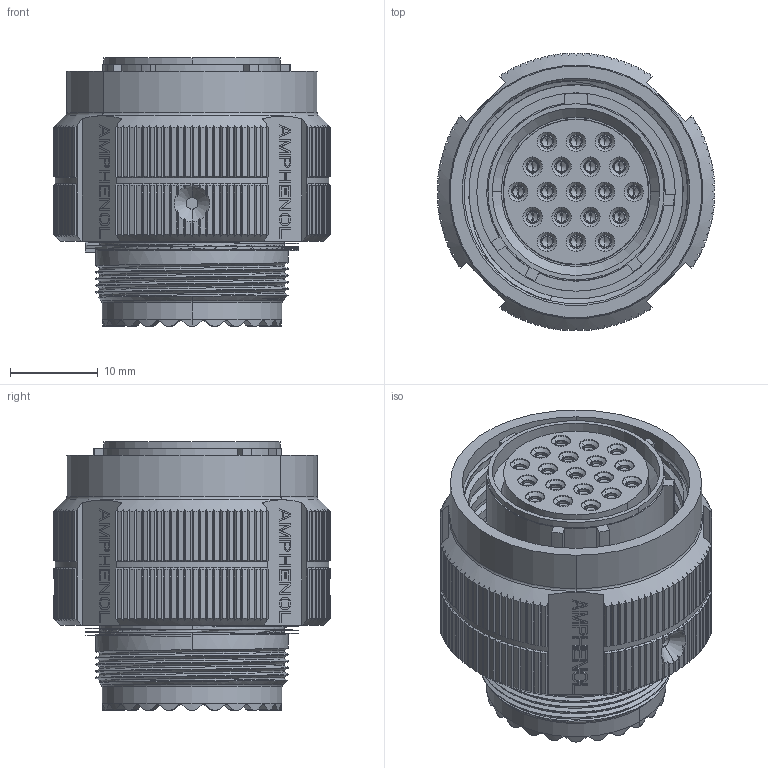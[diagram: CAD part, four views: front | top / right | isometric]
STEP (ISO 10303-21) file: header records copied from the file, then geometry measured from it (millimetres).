
FILE_DESCRIPTION((''),'2;1');
FILE_NAME('TVS06DS-15-19S_SW','2022-03-29T13:42:22',('sigmaxadm'),(''),'CREO PARAMETRIC BY PTC INC, 2021184','CREO PARAMETRIC BY PTC INC, 2021184','');
FILE_SCHEMA(('CONFIG_CONTROL_DESIGN'));
Products named in the file (1): TVS06DS-15-19S_SW
Bounding box: 31.72 x 31.72 x 30.63 mm (x, y, z)
Volume: 13002.4 mm3; surface area: 18366.2 mm2
Topology: 1 solids, 2 shells, 2608 faces, 6353 edges, 3904 vertices
Faces by surface type: plane 1218, cylinder 755, cone 410, torus 204, bspline 21
Entity records: 94751 total; most frequent: CARTESIAN_POINT 34776, ORIENTED_EDGE 12550, DIRECTION 12324, EDGE_CURVE 6275, AXIS2_PLACEMENT_3D 4617, VERTEX_POINT 3904, VECTOR 3090, LINE 3090
